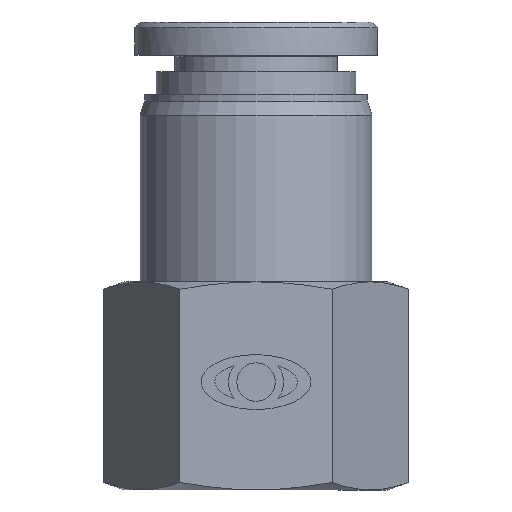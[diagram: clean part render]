
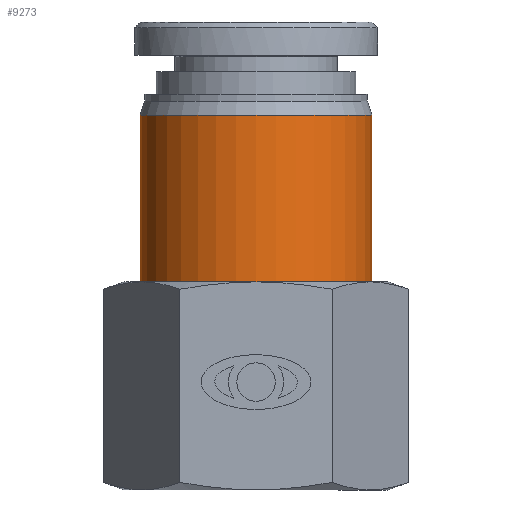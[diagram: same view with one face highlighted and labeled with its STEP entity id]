
A CAD part, front view. The second image highlights one B-rep face of the part: STEP entity #9273.
In plain terms, the highlighted cylindrical face has radius 8.35 mm (diameter 16.7 mm), a full revolution.
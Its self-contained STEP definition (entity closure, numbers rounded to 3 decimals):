
#9213=CARTESIAN_POINT('',(-8.35,15.0,0.0));
#9214=VERTEX_POINT('',#9213);
#9215=CARTESIAN_POINT('',(0.,15.0,0.0));
#9216=DIRECTION('',(0.0,1.0,0.0));
#9217=DIRECTION('',(-1.0,0.0,0.0));
#9218=AXIS2_PLACEMENT_3D('',#9215,#9216,#9217);
#9219=CIRCLE('',#9218,8.35);
#9220=EDGE_CURVE('',#9214,#9214,#9219,.T.);
#9254=CARTESIAN_POINT('',(0.,26.5,0.0));
#9255=DIRECTION('',(0.,1.0,0.0));
#9256=DIRECTION('',(-1.0,0.0,0.0));
#9257=AXIS2_PLACEMENT_3D('',#9254,#9255,#9256);
#9258=CYLINDRICAL_SURFACE('',#9257,8.35);
#9259=ORIENTED_EDGE('',*,*,#9220,.T.);
#9260=EDGE_LOOP('',(#9259));
#9261=FACE_OUTER_BOUND('',#9260,.T.);
#9262=CARTESIAN_POINT('',(-8.35,27.0,0.0));
#9263=VERTEX_POINT('',#9262);
#9264=CARTESIAN_POINT('',(0.,27.0,0.0));
#9265=DIRECTION('',(0.0,1.0,0.0));
#9266=DIRECTION('',(-1.0,0.0,0.0));
#9267=AXIS2_PLACEMENT_3D('',#9264,#9265,#9266);
#9268=CIRCLE('',#9267,8.35);
#9269=EDGE_CURVE('',#9263,#9263,#9268,.T.);
#9270=ORIENTED_EDGE('',*,*,#9269,.F.);
#9271=EDGE_LOOP('',(#9270));
#9272=FACE_BOUND('',#9271,.T.);
#9273=ADVANCED_FACE('',(#9261,#9272),#9258,.T.);
